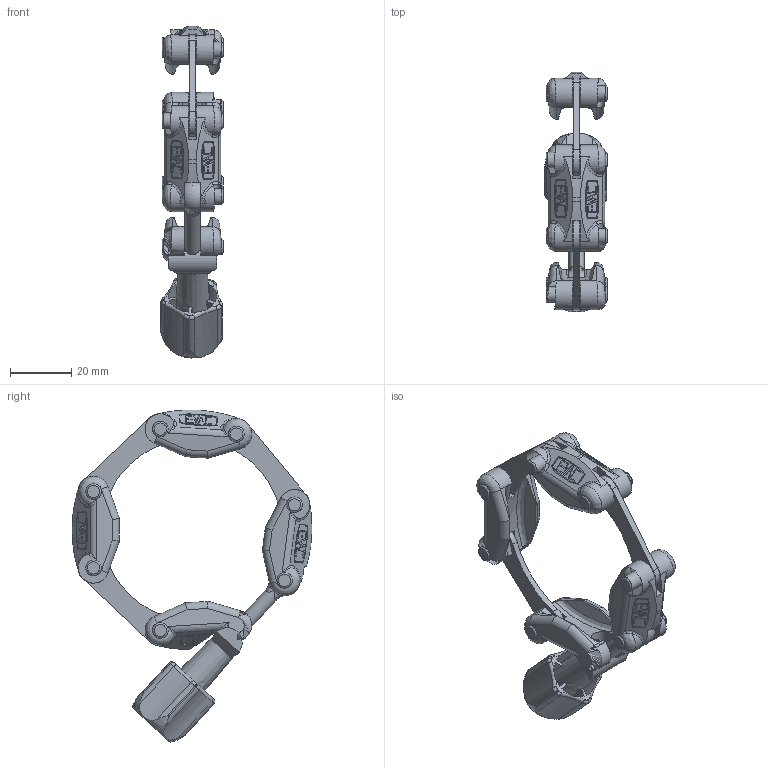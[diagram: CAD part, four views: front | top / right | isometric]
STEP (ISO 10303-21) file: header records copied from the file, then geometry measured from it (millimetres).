
FILE_DESCRIPTION(/* description */ (''),/* implementation_level */ '2;1');
FILE_NAME(/* name */ '30.040010.132.840',/* time_stamp */ '2018-09-07T14:51:45+02:00',/* author */ ('Murat Coskun Bicak'),/* organization */ ('Evac AG'),/* preprocessor_version */ 'ST-DEVELOPER v16.7',/* originating_system */ 'DEX',/* authorisation */ $);
FILE_SCHEMA (('AP242_MANAGED_MODEL_BASED_3D_ENGINEERING_MIM_LF { 1 0 10303 442 1 1 4 }','AUTOMOTIVE_DESIGN {1 0 10303 214 3 1 1}'));
Length unit declared in the file: millimetre
Products named in the file (9): 30.040010.132.840; 03.232.001-GV35; 03.232.002-GV35; 03.232.003-GV35; 03.031.030-IX; 03.020.008-IXMY; 03.034.002-IX; 03.036.010-GV35; 03.033.003-GTX
Assembly tree (17 placements, depth 2):
  30.040010.132.840
    03.232.001-GV35  x2
    03.232.002-GV35
    03.232.003-GV35
    03.031.030-IX  x3
    03.020.008-IXMY  x7
    03.034.002-IX
    03.036.010-GV35
    03.033.003-GTX
Bounding box: 20.35 x 78.56 x 108.79 mm (x, y, z)
Volume: 21832.7 mm3; surface area: 20435.1 mm2
Topology: 16 solids, 17 shells, 857 faces, 2368 edges, 1560 vertices
Faces by surface type: plane 580, cylinder 142, bspline 74, torus 47, cone 13, sphere 1
Full cylindrical faces by diameter (mm): 5 x17, 5.1 x14, 5.2 x1, 9 x1
Entity records: 23747 total; most frequent: CARTESIAN_POINT 7785, ORIENTED_EDGE 3452, DIRECTION 2881, EDGE_CURVE 1726, VERTEX_POINT 1158, LINE 1123, VECTOR 1123, AXIS2_PLACEMENT_3D 879
